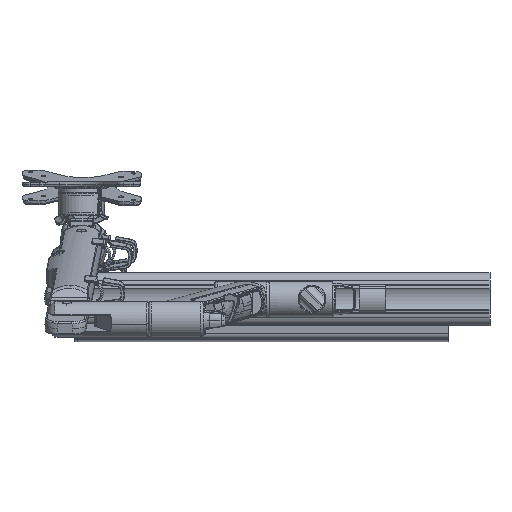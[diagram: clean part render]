
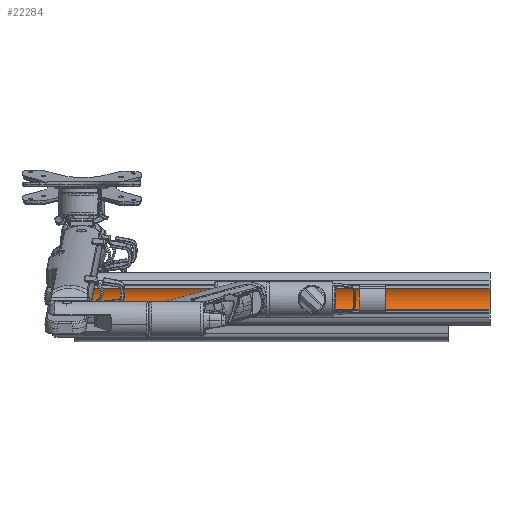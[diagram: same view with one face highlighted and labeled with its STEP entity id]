
A CAD part, left-side view. The second image highlights one B-rep face of the part: STEP entity #22284.
In plain terms, the highlighted cylindrical face has radius 20.75 mm (diameter 41.5 mm), a partial arc.
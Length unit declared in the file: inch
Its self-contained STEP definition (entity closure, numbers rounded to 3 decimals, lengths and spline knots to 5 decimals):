
#6959 = DIRECTION ( 'NONE',  ( 0., 1., 0. ) ) ;
#10681 = DIRECTION ( 'NONE',  ( 0., -1., 0. ) ) ;
#13045 = CARTESIAN_POINT ( 'NONE',  ( -0.69197, 7.875, 0.53242 ) ) ;
#13796 = EDGE_CURVE ( 'NONE', #81041, #62026, #68277, .T. ) ;
#18384 = CARTESIAN_POINT ( 'NONE',  ( -0.69197, 7.875, -0.53242 ) ) ;
#18951 = DIRECTION ( 'NONE',  ( 0., -1., 0. ) ) ;
#20025 = LINE ( 'NONE', #82446, #50719 ) ;
#22284 = ADVANCED_FACE ( 'NONE', ( #24956 ), #42365, .F. ) ;
#22666 = AXIS2_PLACEMENT_3D ( 'NONE', #39555, #6959, #52732 ) ;
#24324 = ORIENTED_EDGE ( 'NONE', *, *, #13796, .T. ) ;
#24956 = FACE_OUTER_BOUND ( 'NONE', #31571, .T. ) ;
#31571 = EDGE_LOOP ( 'NONE', ( #68320, #52301, #52902, #24324 ) ) ;
#31595 = EDGE_CURVE ( 'NONE', #37283, #81041, #59440, .T. ) ;
#32268 = CARTESIAN_POINT ( 'NONE',  ( -1.31156, 7.875, 0. ) ) ;
#37283 = VERTEX_POINT ( 'NONE', #13045 ) ;
#38550 = CARTESIAN_POINT ( 'NONE',  ( -0.69197, -7.875, -0.53242 ) ) ;
#39555 = CARTESIAN_POINT ( 'NONE',  ( -1.31156, -7.875, 0. ) ) ;
#41459 = CARTESIAN_POINT ( 'NONE',  ( -0.69197, 7.875, -0.53242 ) ) ;
#42365 = CYLINDRICAL_SURFACE ( 'NONE', #66254, 0.81693 ) ;
#42797 = DIRECTION ( 'NONE',  ( 0., 0., -1. ) ) ;
#44268 = AXIS2_PLACEMENT_3D ( 'NONE', #32268, #45084, #71139 ) ;
#45084 = DIRECTION ( 'NONE',  ( 0., 1., 0. ) ) ;
#50719 = VECTOR ( 'NONE', #10681, 39.37008 ) ;
#51511 = EDGE_CURVE ( 'NONE', #55371, #62026, #64502, .T. ) ;
#52301 = ORIENTED_EDGE ( 'NONE', *, *, #74514, .F. ) ;
#52732 = DIRECTION ( 'NONE',  ( 0., 0., 1. ) ) ;
#52902 = ORIENTED_EDGE ( 'NONE', *, *, #31595, .T. ) ;
#55371 = VERTEX_POINT ( 'NONE', #80245 ) ;
#59440 = CIRCLE ( 'NONE', #44268, 0.81693 ) ;
#62026 = VERTEX_POINT ( 'NONE', #38550 ) ;
#64502 = CIRCLE ( 'NONE', #22666, 0.81693 ) ;
#66254 = AXIS2_PLACEMENT_3D ( 'NONE', #69670, #75660, #42797 ) ;
#68277 = LINE ( 'NONE', #18384, #71394 ) ;
#68320 = ORIENTED_EDGE ( 'NONE', *, *, #51511, .F. ) ;
#69670 = CARTESIAN_POINT ( 'NONE',  ( -1.31156, 7.875, 0. ) ) ;
#71139 = DIRECTION ( 'NONE',  ( 0., 0., 1. ) ) ;
#71394 = VECTOR ( 'NONE', #18951, 39.37008 ) ;
#74514 = EDGE_CURVE ( 'NONE', #37283, #55371, #20025, .T. ) ;
#75660 = DIRECTION ( 'NONE',  ( 0., -1., 0. ) ) ;
#80245 = CARTESIAN_POINT ( 'NONE',  ( -0.69197, -7.875, 0.53242 ) ) ;
#81041 = VERTEX_POINT ( 'NONE', #41459 ) ;
#82446 = CARTESIAN_POINT ( 'NONE',  ( -0.69197, 7.875, 0.53242 ) ) ;
